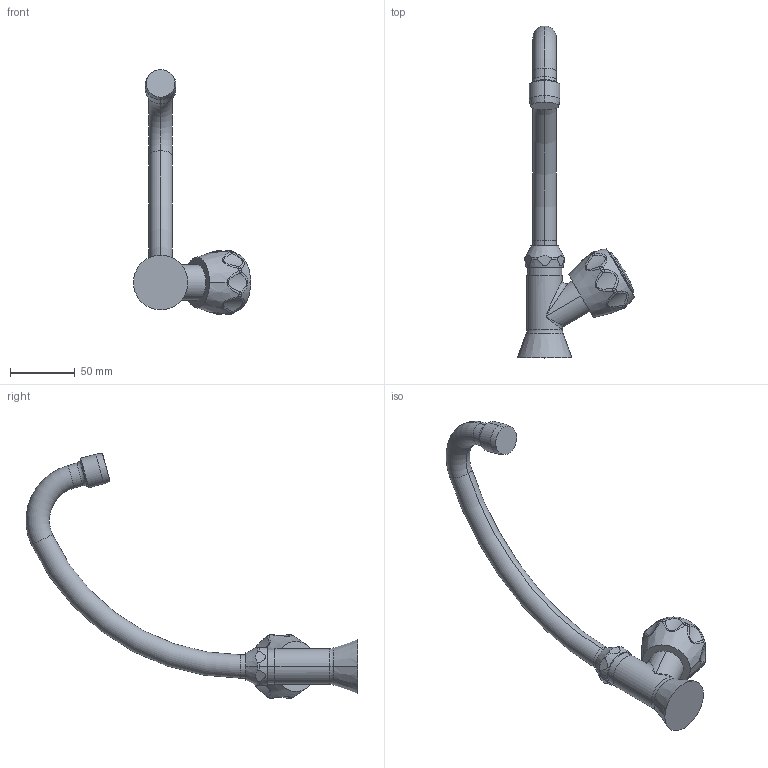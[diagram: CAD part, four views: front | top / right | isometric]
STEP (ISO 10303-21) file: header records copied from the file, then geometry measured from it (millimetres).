
FILE_DESCRIPTION((''),'2;1');
FILE_NAME('DA091CR','2021-11-09T12:58:05',('ut3'),('PAFFONI SpA'),'CREO PARAMETRIC BY PTC INC, 2020044','CREO PARAMETRIC BY PTC INC, 2020044','');
FILE_SCHEMA(('CONFIG_CONTROL_DESIGN','SHAPE_APPEARANCE_LAYERS_GROUPS'));
Length unit declared in the file: millimetre
Products named in the file (1): DA091CR
Bounding box: 90.29 x 255.33 x 188.57 mm (x, y, z)
Volume: 204920.7 mm3; surface area: 35522 mm2
Topology: 1 solids, 1 shells, 125 faces, 286 edges, 168 vertices
Faces by surface type: bspline 42, torus 28, cylinder 24, plane 15, cone 14, sphere 2
Entity records: 8772 total; most frequent: CARTESIAN_POINT 5295, ORIENTED_EDGE 568, DIRECTION 492, EDGE_CURVE 284, AXIS2_PLACEMENT_3D 231, VERTEX_POINT 168, CIRCLE 148, EDGE_LOOP 132
